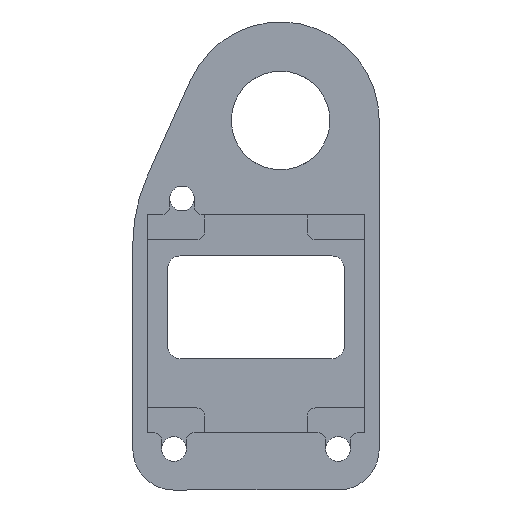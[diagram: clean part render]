
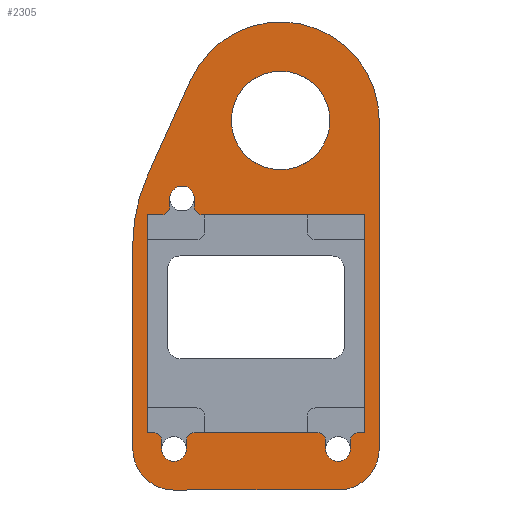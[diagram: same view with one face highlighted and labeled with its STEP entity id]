
A CAD part, front view. The second image highlights one B-rep face of the part: STEP entity #2305.
In plain terms, the highlighted planar face has unit normal (0, -1, 0).
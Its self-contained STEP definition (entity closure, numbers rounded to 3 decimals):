
#24=FACE_BOUND('',#266,.T.);
#25=FACE_BOUND('',#267,.T.);
#136=FACE_OUTER_BOUND('',#265,.T.);
#265=EDGE_LOOP('',(#1842,#1843,#1844,#1845,#1846,#1847,#1848,#1849));
#266=EDGE_LOOP('',(#1850,#1851,#1852,#1853,#1854,#1855,#1856,#1857,#1858,
#1859,#1860,#1861,#1862,#1863,#1864,#1865,#1866,#1867,#1868,#1869,#1870,
#1871));
#267=EDGE_LOOP('',(#1872));
#381=CIRCLE('',#2499,1.);
#382=CIRCLE('',#2502,5.);
#383=CIRCLE('',#2503,5.);
#384=CIRCLE('',#2504,12.);
#385=CIRCLE('',#2505,20.);
#386=CIRCLE('',#2506,1.);
#387=CIRCLE('',#2507,1.5);
#388=CIRCLE('',#2508,1.);
#389=CIRCLE('',#2509,1.);
#390=CIRCLE('',#2510,1.5);
#391=CIRCLE('',#2511,1.);
#392=CIRCLE('',#2512,1.);
#393=CIRCLE('',#2513,1.5);
#394=CIRCLE('',#2514,6.);
#573=LINE('',#3736,#821);
#575=LINE('',#3743,#823);
#576=LINE('',#3747,#824);
#577=LINE('',#3751,#825);
#578=LINE('',#3754,#826);
#579=LINE('',#3756,#827);
#580=LINE('',#3758,#828);
#581=LINE('',#3760,#829);
#582=LINE('',#3764,#830);
#583=LINE('',#3768,#831);
#584=LINE('',#3772,#832);
#585=LINE('',#3776,#833);
#586=LINE('',#3780,#834);
#587=LINE('',#3784,#835);
#588=LINE('',#3786,#836);
#589=LINE('',#3788,#837);
#590=LINE('',#3792,#838);
#821=VECTOR('',#3038,10.);
#823=VECTOR('',#3044,10.);
#824=VECTOR('',#3047,10.);
#825=VECTOR('',#3050,10.);
#826=VECTOR('',#3053,10.);
#827=VECTOR('',#3054,10.);
#828=VECTOR('',#3055,10.);
#829=VECTOR('',#3056,10.);
#830=VECTOR('',#3059,10.);
#831=VECTOR('',#3062,10.);
#832=VECTOR('',#3065,10.);
#833=VECTOR('',#3068,10.);
#834=VECTOR('',#3071,10.);
#835=VECTOR('',#3074,10.);
#836=VECTOR('',#3075,10.);
#837=VECTOR('',#3076,10.);
#838=VECTOR('',#3079,10.);
#1061=VERTEX_POINT('',#3729);
#1062=VERTEX_POINT('',#3730);
#1063=VERTEX_POINT('',#3735);
#1064=VERTEX_POINT('',#3739);
#1065=VERTEX_POINT('',#3740);
#1066=VERTEX_POINT('',#3742);
#1067=VERTEX_POINT('',#3744);
#1068=VERTEX_POINT('',#3746);
#1069=VERTEX_POINT('',#3748);
#1070=VERTEX_POINT('',#3750);
#1071=VERTEX_POINT('',#3752);
#1072=VERTEX_POINT('',#3755);
#1073=VERTEX_POINT('',#3757);
#1074=VERTEX_POINT('',#3759);
#1075=VERTEX_POINT('',#3761);
#1076=VERTEX_POINT('',#3763);
#1077=VERTEX_POINT('',#3765);
#1078=VERTEX_POINT('',#3767);
#1079=VERTEX_POINT('',#3769);
#1080=VERTEX_POINT('',#3771);
#1081=VERTEX_POINT('',#3773);
#1082=VERTEX_POINT('',#3775);
#1083=VERTEX_POINT('',#3777);
#1084=VERTEX_POINT('',#3779);
#1085=VERTEX_POINT('',#3781);
#1086=VERTEX_POINT('',#3783);
#1087=VERTEX_POINT('',#3785);
#1088=VERTEX_POINT('',#3787);
#1089=VERTEX_POINT('',#3789);
#1090=VERTEX_POINT('',#3791);
#1091=VERTEX_POINT('',#3794);
#1350=EDGE_CURVE('',#1061,#1062,#381,.T.);
#1353=EDGE_CURVE('',#1063,#1062,#573,.T.);
#1355=EDGE_CURVE('',#1064,#1065,#382,.T.);
#1356=EDGE_CURVE('',#1065,#1066,#575,.T.);
#1357=EDGE_CURVE('',#1066,#1067,#383,.T.);
#1358=EDGE_CURVE('',#1067,#1068,#576,.T.);
#1359=EDGE_CURVE('',#1068,#1069,#384,.T.);
#1360=EDGE_CURVE('',#1069,#1070,#577,.T.);
#1361=EDGE_CURVE('',#1070,#1071,#385,.T.);
#1362=EDGE_CURVE('',#1071,#1064,#578,.T.);
#1363=EDGE_CURVE('',#1061,#1072,#579,.T.);
#1364=EDGE_CURVE('',#1072,#1073,#580,.T.);
#1365=EDGE_CURVE('',#1073,#1074,#581,.T.);
#1366=EDGE_CURVE('',#1075,#1074,#386,.T.);
#1367=EDGE_CURVE('',#1075,#1076,#582,.T.);
#1368=EDGE_CURVE('',#1076,#1077,#387,.T.);
#1369=EDGE_CURVE('',#1077,#1078,#583,.T.);
#1370=EDGE_CURVE('',#1079,#1078,#388,.T.);
#1371=EDGE_CURVE('',#1079,#1080,#584,.T.);
#1372=EDGE_CURVE('',#1081,#1080,#389,.T.);
#1373=EDGE_CURVE('',#1081,#1082,#585,.T.);
#1374=EDGE_CURVE('',#1082,#1083,#390,.T.);
#1375=EDGE_CURVE('',#1083,#1084,#586,.T.);
#1376=EDGE_CURVE('',#1085,#1084,#391,.T.);
#1377=EDGE_CURVE('',#1085,#1086,#587,.T.);
#1378=EDGE_CURVE('',#1086,#1087,#588,.T.);
#1379=EDGE_CURVE('',#1087,#1088,#589,.T.);
#1380=EDGE_CURVE('',#1089,#1088,#392,.T.);
#1381=EDGE_CURVE('',#1089,#1090,#590,.T.);
#1382=EDGE_CURVE('',#1090,#1063,#393,.T.);
#1383=EDGE_CURVE('',#1091,#1091,#394,.T.);
#1842=ORIENTED_EDGE('',*,*,#1355,.T.);
#1843=ORIENTED_EDGE('',*,*,#1356,.T.);
#1844=ORIENTED_EDGE('',*,*,#1357,.T.);
#1845=ORIENTED_EDGE('',*,*,#1358,.T.);
#1846=ORIENTED_EDGE('',*,*,#1359,.T.);
#1847=ORIENTED_EDGE('',*,*,#1360,.T.);
#1848=ORIENTED_EDGE('',*,*,#1361,.T.);
#1849=ORIENTED_EDGE('',*,*,#1362,.T.);
#1850=ORIENTED_EDGE('',*,*,#1350,.F.);
#1851=ORIENTED_EDGE('',*,*,#1363,.T.);
#1852=ORIENTED_EDGE('',*,*,#1364,.T.);
#1853=ORIENTED_EDGE('',*,*,#1365,.T.);
#1854=ORIENTED_EDGE('',*,*,#1366,.F.);
#1855=ORIENTED_EDGE('',*,*,#1367,.T.);
#1856=ORIENTED_EDGE('',*,*,#1368,.T.);
#1857=ORIENTED_EDGE('',*,*,#1369,.T.);
#1858=ORIENTED_EDGE('',*,*,#1370,.F.);
#1859=ORIENTED_EDGE('',*,*,#1371,.T.);
#1860=ORIENTED_EDGE('',*,*,#1372,.F.);
#1861=ORIENTED_EDGE('',*,*,#1373,.T.);
#1862=ORIENTED_EDGE('',*,*,#1374,.T.);
#1863=ORIENTED_EDGE('',*,*,#1375,.T.);
#1864=ORIENTED_EDGE('',*,*,#1376,.F.);
#1865=ORIENTED_EDGE('',*,*,#1377,.T.);
#1866=ORIENTED_EDGE('',*,*,#1378,.T.);
#1867=ORIENTED_EDGE('',*,*,#1379,.T.);
#1868=ORIENTED_EDGE('',*,*,#1380,.F.);
#1869=ORIENTED_EDGE('',*,*,#1381,.T.);
#1870=ORIENTED_EDGE('',*,*,#1382,.T.);
#1871=ORIENTED_EDGE('',*,*,#1353,.T.);
#1872=ORIENTED_EDGE('',*,*,#1383,.T.);
#2197=PLANE('',#2501);
#2305=ADVANCED_FACE('',(#136,#24,#25),#2197,.F.);
#2499=AXIS2_PLACEMENT_3D('',#3731,#3032,#3033);
#2501=AXIS2_PLACEMENT_3D('',#3738,#3040,#3041);
#2502=AXIS2_PLACEMENT_3D('',#3741,#3042,#3043);
#2503=AXIS2_PLACEMENT_3D('',#3745,#3045,#3046);
#2504=AXIS2_PLACEMENT_3D('',#3749,#3048,#3049);
#2505=AXIS2_PLACEMENT_3D('',#3753,#3051,#3052);
#2506=AXIS2_PLACEMENT_3D('',#3762,#3057,#3058);
#2507=AXIS2_PLACEMENT_3D('',#3766,#3060,#3061);
#2508=AXIS2_PLACEMENT_3D('',#3770,#3063,#3064);
#2509=AXIS2_PLACEMENT_3D('',#3774,#3066,#3067);
#2510=AXIS2_PLACEMENT_3D('',#3778,#3069,#3070);
#2511=AXIS2_PLACEMENT_3D('',#3782,#3072,#3073);
#2512=AXIS2_PLACEMENT_3D('',#3790,#3077,#3078);
#2513=AXIS2_PLACEMENT_3D('',#3793,#3080,#3081);
#2514=AXIS2_PLACEMENT_3D('',#3795,#3082,#3083);
#3032=DIRECTION('center_axis',(0.,1.,0.));
#3033=DIRECTION('ref_axis',(-0.707,0.,-0.707));
#3038=DIRECTION('',(0.,0.,-1.));
#3040=DIRECTION('center_axis',(0.,1.,0.));
#3041=DIRECTION('ref_axis',(1.,0.,0.));
#3042=DIRECTION('center_axis',(0.,-1.,0.));
#3043=DIRECTION('ref_axis',(0.,0.,-1.));
#3044=DIRECTION('',(1.,0.,0.));
#3045=DIRECTION('center_axis',(0.,-1.,0.));
#3046=DIRECTION('ref_axis',(1.,0.,0.));
#3047=DIRECTION('',(0.,0.,1.));
#3048=DIRECTION('center_axis',(0.,-1.,0.));
#3049=DIRECTION('ref_axis',(-0.911,0.,0.412));
#3050=DIRECTION('',(-0.412,0.,-0.911));
#3051=DIRECTION('center_axis',(0.,-1.,0.));
#3052=DIRECTION('ref_axis',(-1.,0.,0.));
#3053=DIRECTION('',(0.,0.,-1.));
#3054=DIRECTION('',(1.,0.,0.));
#3055=DIRECTION('',(0.,0.,-1.));
#3056=DIRECTION('',(-1.,0.,0.));
#3057=DIRECTION('center_axis',(0.,1.,0.));
#3058=DIRECTION('ref_axis',(-0.707,0.,0.707));
#3059=DIRECTION('',(0.,0.,-1.));
#3060=DIRECTION('center_axis',(0.,1.,0.));
#3061=DIRECTION('ref_axis',(1.,0.,0.));
#3062=DIRECTION('',(0.,0.,1.));
#3063=DIRECTION('center_axis',(0.,1.,0.));
#3064=DIRECTION('ref_axis',(0.707,0.,0.707));
#3065=DIRECTION('',(-1.,0.,0.));
#3066=DIRECTION('center_axis',(0.,1.,0.));
#3067=DIRECTION('ref_axis',(-0.707,0.,0.707));
#3068=DIRECTION('',(0.,0.,-1.));
#3069=DIRECTION('center_axis',(0.,1.,0.));
#3070=DIRECTION('ref_axis',(1.,0.,0.));
#3071=DIRECTION('',(0.,0.,1.));
#3072=DIRECTION('center_axis',(0.,1.,0.));
#3073=DIRECTION('ref_axis',(0.707,0.,0.707));
#3074=DIRECTION('',(-1.,0.,0.));
#3075=DIRECTION('',(0.,0.,1.));
#3076=DIRECTION('',(1.,0.,0.));
#3077=DIRECTION('center_axis',(0.,1.,0.));
#3078=DIRECTION('ref_axis',(0.707,0.,-0.707));
#3079=DIRECTION('',(0.,0.,1.));
#3080=DIRECTION('center_axis',(0.,1.,0.));
#3081=DIRECTION('ref_axis',(1.,0.,0.));
#3082=DIRECTION('center_axis',(0.,1.,0.));
#3083=DIRECTION('ref_axis',(1.,0.,0.));
#3729=CARTESIAN_POINT('',(8.5,-8.,33.5));
#3730=CARTESIAN_POINT('',(7.5,-8.,34.5));
#3731=CARTESIAN_POINT('Origin',(8.5,-8.,34.5));
#3735=CARTESIAN_POINT('',(7.5,-8.,35.5));
#3736=CARTESIAN_POINT('',(7.5,-8.,31.));
#3738=CARTESIAN_POINT('Origin',(15.,-8.,28.5));
#3739=CARTESIAN_POINT('',(0.,-8.,5.));
#3740=CARTESIAN_POINT('',(5.,-8.,0.));
#3741=CARTESIAN_POINT('Origin',(5.,-8.,5.));
#3742=CARTESIAN_POINT('',(25.,-8.,0.));
#3743=CARTESIAN_POINT('',(5.,-8.,0.));
#3744=CARTESIAN_POINT('',(30.,-8.,5.));
#3745=CARTESIAN_POINT('Origin',(25.,-8.,5.));
#3746=CARTESIAN_POINT('',(30.,-8.,45.));
#3747=CARTESIAN_POINT('',(30.,-8.,5.));
#3748=CARTESIAN_POINT('',(7.065,-8.,49.942));
#3749=CARTESIAN_POINT('Origin',(18.,-8.,45.));
#3750=CARTESIAN_POINT('',(1.775,-8.,38.237));
#3751=CARTESIAN_POINT('',(7.065,-8.,49.942));
#3752=CARTESIAN_POINT('',(0.,-8.,30.));
#3753=CARTESIAN_POINT('Origin',(20.,-8.,30.));
#3754=CARTESIAN_POINT('',(0.,-8.,30.));
#3755=CARTESIAN_POINT('',(28.25,-8.,33.5));
#3756=CARTESIAN_POINT('',(28.25,-8.,33.5));
#3757=CARTESIAN_POINT('',(28.25,-8.,7.));
#3758=CARTESIAN_POINT('',(28.25,-8.,7.));
#3759=CARTESIAN_POINT('',(27.5,-8.,7.));
#3760=CARTESIAN_POINT('',(1.75,-8.,7.));
#3761=CARTESIAN_POINT('',(26.5,-8.,6.));
#3762=CARTESIAN_POINT('Origin',(27.5,-8.,6.));
#3763=CARTESIAN_POINT('',(26.5,-8.,5.));
#3764=CARTESIAN_POINT('',(26.5,-8.,16.75));
#3765=CARTESIAN_POINT('',(23.5,-8.,5.));
#3766=CARTESIAN_POINT('Origin',(25.,-8.,5.));
#3767=CARTESIAN_POINT('',(23.5,-8.,6.));
#3768=CARTESIAN_POINT('',(23.5,-8.,17.75));
#3769=CARTESIAN_POINT('',(22.5,-8.,7.));
#3770=CARTESIAN_POINT('Origin',(22.5,-8.,6.));
#3771=CARTESIAN_POINT('',(7.5,-8.,7.));
#3772=CARTESIAN_POINT('',(1.75,-8.,7.));
#3773=CARTESIAN_POINT('',(6.5,-8.,6.));
#3774=CARTESIAN_POINT('Origin',(7.5,-8.,6.));
#3775=CARTESIAN_POINT('',(6.5,-8.,5.));
#3776=CARTESIAN_POINT('',(6.5,-8.,16.75));
#3777=CARTESIAN_POINT('',(3.5,-8.,5.));
#3778=CARTESIAN_POINT('Origin',(5.,-8.,5.));
#3779=CARTESIAN_POINT('',(3.5,-8.,6.));
#3780=CARTESIAN_POINT('',(3.5,-8.,17.75));
#3781=CARTESIAN_POINT('',(2.5,-8.,7.));
#3782=CARTESIAN_POINT('Origin',(2.5,-8.,6.));
#3783=CARTESIAN_POINT('',(1.75,-8.,7.));
#3784=CARTESIAN_POINT('',(1.75,-8.,7.));
#3785=CARTESIAN_POINT('',(1.75,-8.,33.5));
#3786=CARTESIAN_POINT('',(1.75,-8.,33.5));
#3787=CARTESIAN_POINT('',(3.5,-8.,33.5));
#3788=CARTESIAN_POINT('',(28.25,-8.,33.5));
#3789=CARTESIAN_POINT('',(4.5,-8.,34.5));
#3790=CARTESIAN_POINT('Origin',(3.5,-8.,34.5));
#3791=CARTESIAN_POINT('',(4.5,-8.,35.5));
#3792=CARTESIAN_POINT('',(4.5,-8.,32.));
#3793=CARTESIAN_POINT('Origin',(6.,-8.,35.5));
#3794=CARTESIAN_POINT('',(12.,-8.,45.));
#3795=CARTESIAN_POINT('Origin',(18.,-8.,45.));
